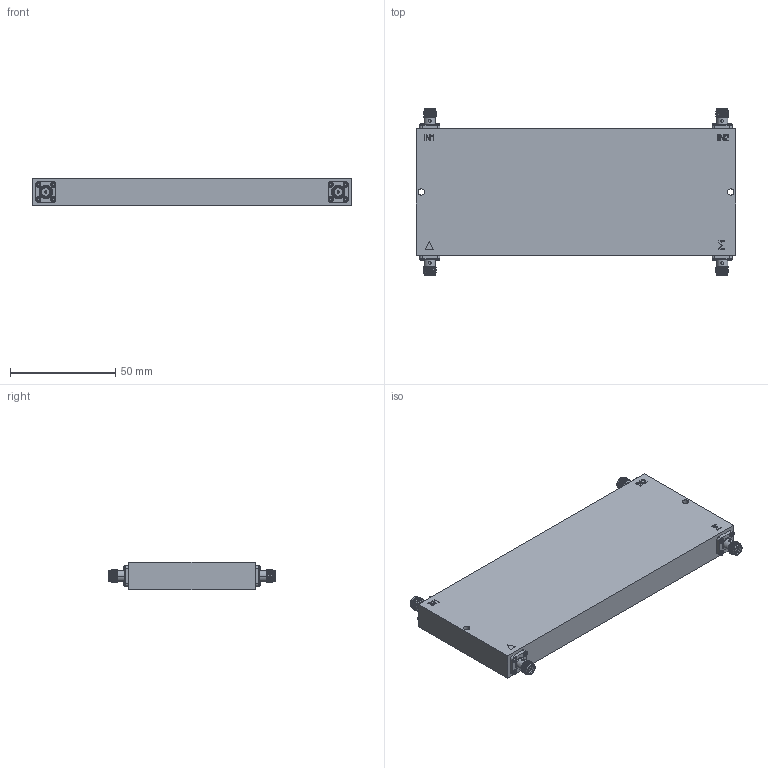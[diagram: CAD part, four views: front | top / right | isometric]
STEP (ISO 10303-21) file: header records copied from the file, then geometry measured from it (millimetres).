
FILE_DESCRIPTION (( 'STEP AP214' ), '1' );
FILE_NAME ('PE2CP1151 ¦ FMCP1151.step', '2021-05-20T15:03:47', ( '' ), ( '' ), 'SwSTEP 2.0', 'SolidWorks 2020', '' );
FILE_SCHEMA (( 'AUTOMOTIVE_DESIGN' ));
Length unit declared in the file: inch
Products named in the file (1): PE2CP1151 ｦ FMCP1151
Bounding box: 152 x 79.05 x 13 mm (x, y, z)
Volume: 119575.5 mm3; surface area: 25537.1 mm2
Topology: 1 solids, 17 shells, 830 faces, 2158 edges, 1408 vertices
Faces by surface type: plane 436, cylinder 172, cone 128, bspline 86, torus 8
Entity records: 31442 total; most frequent: CARTESIAN_POINT 12243, ORIENTED_EDGE 4316, DIRECTION 3568, EDGE_CURVE 2158, VERTEX_POINT 1408, AXIS2_PLACEMENT_3D 1329, LINE 910, VECTOR 910
